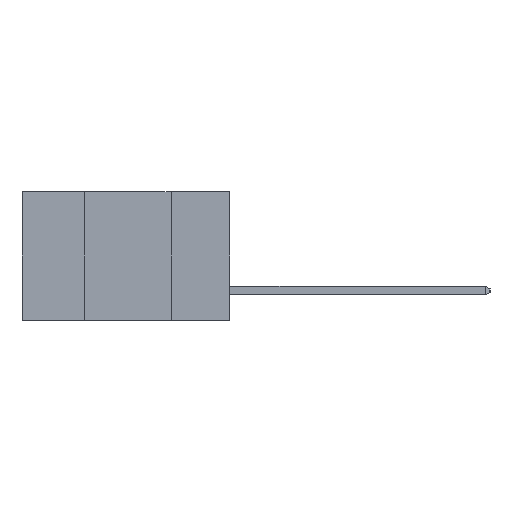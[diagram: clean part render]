
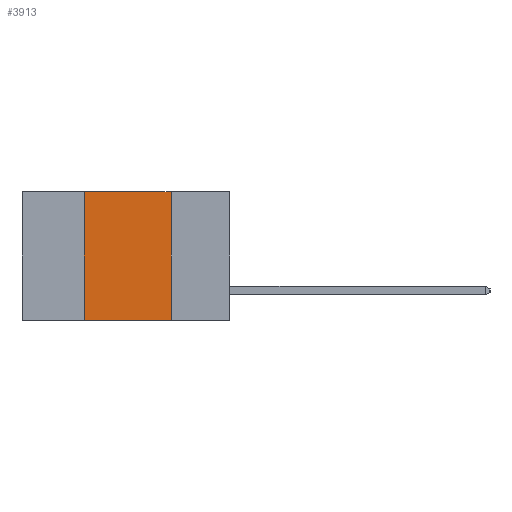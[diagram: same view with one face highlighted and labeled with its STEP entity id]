
A CAD part, left-side view. The second image highlights one B-rep face of the part: STEP entity #3913.
In plain terms, the highlighted planar face has unit normal (-1, 0, 0).
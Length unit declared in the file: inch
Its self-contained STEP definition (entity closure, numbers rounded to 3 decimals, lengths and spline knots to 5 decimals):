
#107 = ORIENTED_EDGE ( 'NONE', *, *, #1319, .F. ) ;
#294 = FACE_OUTER_BOUND ( 'NONE', #5915, .T. ) ;
#508 = VERTEX_POINT ( 'NONE', #12957 ) ;
#844 = CARTESIAN_POINT ( 'NONE',  ( 0., 0.6, 0. ) ) ;
#1140 = LINE ( 'NONE', #2650, #6327 ) ;
#1319 = EDGE_CURVE ( 'NONE', #508, #1488, #1140, .T. ) ;
#1488 = VERTEX_POINT ( 'NONE', #6487 ) ;
#1620 = VECTOR ( 'NONE', #10672, 39.37008 ) ;
#1995 = LINE ( 'NONE', #11453, #7444 ) ;
#2072 = DIRECTION ( 'NONE',  ( 0., -1., 0. ) ) ;
#2075 = EDGE_CURVE ( 'NONE', #508, #4245, #13744, .T. ) ;
#2125 = AXIS2_PLACEMENT_3D ( 'NONE', #844, #7625, #7640 ) ;
#2435 = ORIENTED_EDGE ( 'NONE', *, *, #13811, .F. ) ;
#2473 = CARTESIAN_POINT ( 'NONE',  ( 0., 0.17, -0.37 ) ) ;
#2650 = CARTESIAN_POINT ( 'NONE',  ( 0., 0.42, 0. ) ) ;
#2965 = EDGE_CURVE ( 'NONE', #1488, #12850, #1995, .T. ) ;
#3913 = ADVANCED_FACE ( 'NONE', ( #294 ), #6396, .F. ) ;
#4245 = VERTEX_POINT ( 'NONE', #2473 ) ;
#4597 = LINE ( 'NONE', #5423, #1620 ) ;
#5259 = DIRECTION ( 'NONE',  ( 0., -1., 0. ) ) ;
#5423 = CARTESIAN_POINT ( 'NONE',  ( 0., 0.17, 0. ) ) ;
#5915 = EDGE_LOOP ( 'NONE', ( #2435, #10957, #107, #6073 ) ) ;
#6073 = ORIENTED_EDGE ( 'NONE', *, *, #2075, .T. ) ;
#6327 = VECTOR ( 'NONE', #7682, 39.37008 ) ;
#6396 = PLANE ( 'NONE',  #2125 ) ;
#6487 = CARTESIAN_POINT ( 'NONE',  ( 0., 0.42, 0. ) ) ;
#7388 = CARTESIAN_POINT ( 'NONE',  ( 0., 0.6, -0.37 ) ) ;
#7444 = VECTOR ( 'NONE', #5259, 39.37008 ) ;
#7625 = DIRECTION ( 'NONE',  ( 1., 0., 0. ) ) ;
#7640 = DIRECTION ( 'NONE',  ( 0., 0., -1. ) ) ;
#7682 = DIRECTION ( 'NONE',  ( 0., 0., 1. ) ) ;
#7813 = VECTOR ( 'NONE', #2072, 39.37008 ) ;
#10672 = DIRECTION ( 'NONE',  ( 0., 0., -1. ) ) ;
#10957 = ORIENTED_EDGE ( 'NONE', *, *, #2965, .F. ) ;
#11453 = CARTESIAN_POINT ( 'NONE',  ( 0., 0.6, 0. ) ) ;
#12787 = CARTESIAN_POINT ( 'NONE',  ( 0., 0.17, 0. ) ) ;
#12850 = VERTEX_POINT ( 'NONE', #12787 ) ;
#12957 = CARTESIAN_POINT ( 'NONE',  ( 0., 0.42, -0.37 ) ) ;
#13744 = LINE ( 'NONE', #7388, #7813 ) ;
#13811 = EDGE_CURVE ( 'NONE', #12850, #4245, #4597, .T. ) ;
